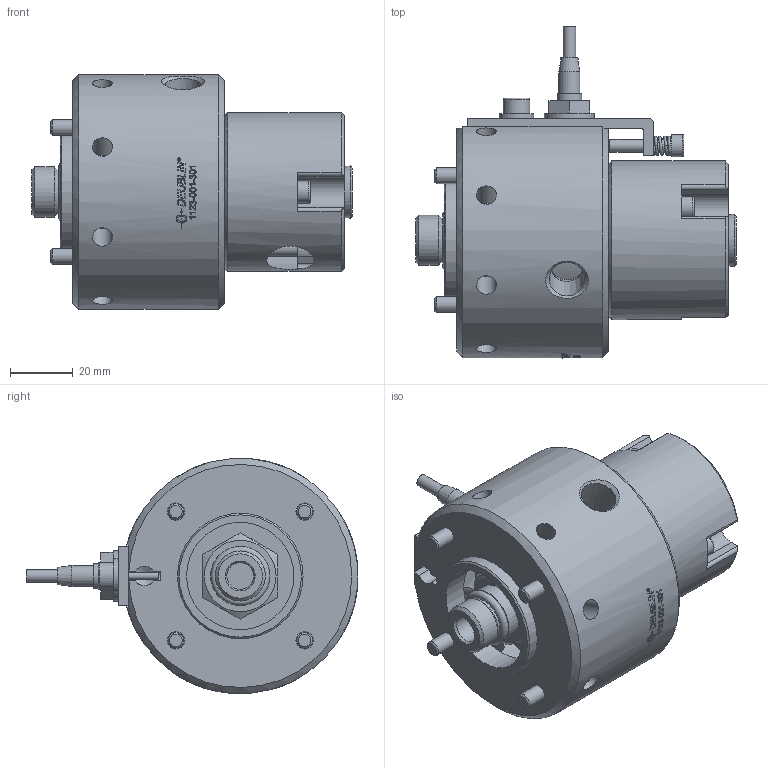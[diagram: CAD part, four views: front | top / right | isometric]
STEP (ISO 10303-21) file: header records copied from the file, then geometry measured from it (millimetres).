
FILE_DESCRIPTION(/* description */ (''),/* implementation_level */ '2;1');
FILE_NAME(/* name */ '1123-001-301-IC.stp',/* time_stamp */ '2020-05-14T16:15:23-05:00',/* author */ ('moorera'),/* organization */ (''),/* preprocessor_version */ 'ST-DEVELOPER v18.1',/* originating_system */ 'Autodesk Inventor 2020',/* authorisation */ '');
FILE_SCHEMA (('AUTOMOTIVE_DESIGN { 1 0 10303 214 3 1 1 }'));
Products named in the file (1): 1123-001-301-IC
Bounding box: 102.06 x 105.72 x 74.72 mm (x, y, z)
Volume: 263153.6 mm3; surface area: 51681.8 mm2
Topology: 3 solids, 12 shells, 630 faces, 1697 edges, 1157 vertices
Faces by surface type: plane 254, bspline 185, cylinder 119, cone 51, torus 21
Full cylindrical faces by diameter (mm): 2.362 x1, 2.367 x1, 3.96 x1, 4 x5, 4.14 x1, 5 x8, 5.537 x4, 5.6 x1, 6.35 x9, 6.72 x1, 7 x4, 7.9 x2, 8.4 x1, 8.5 x6, 9.525 x4, 10.49 x2, 11 x1, 13.5 x1, 14.25 x1, 15.3 x1, 15.863 x1, 15.968 x1, 16 x1, 17.993 x1, 34.163 x1, 39.975 x1, 46.228 x1, 50.5 x1
Entity records: 60828 total; most frequent: CARTESIAN_POINT 45366, ORIENTED_EDGE 3372, DIRECTION 2730, EDGE_CURVE 1686, VERTEX_POINT 1157, AXIS2_PLACEMENT_3D 1034, EDGE_LOOP 741, LINE 662
